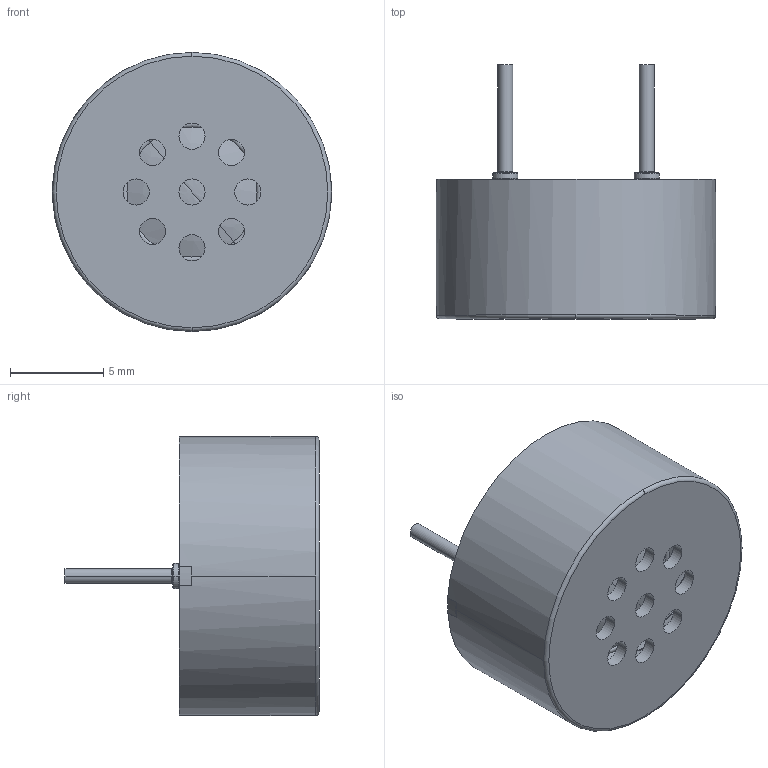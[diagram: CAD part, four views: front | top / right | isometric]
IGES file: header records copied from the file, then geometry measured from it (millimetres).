
Global section: file name: No Iges File Name specified; native system: AutoDesk Inventor R12.0; preprocessor: AutoDesk Inventor Iges Exporter R12.0; date: 20090224.165226; units: millimetre
Bounding box: 15 x 13.65 x 15 mm (x, y, z)
Volume: 975.4 mm3; surface area: 2024.9 mm2
Topology: 5 solids, 5 shells, 208 faces, 504 edges, 336 vertices
Faces by surface type: revolution 87, plane 48, torus 40, cylinder 18, bspline 15
